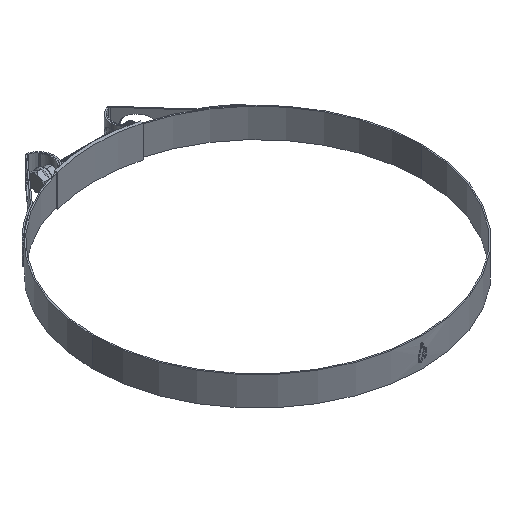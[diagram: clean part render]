
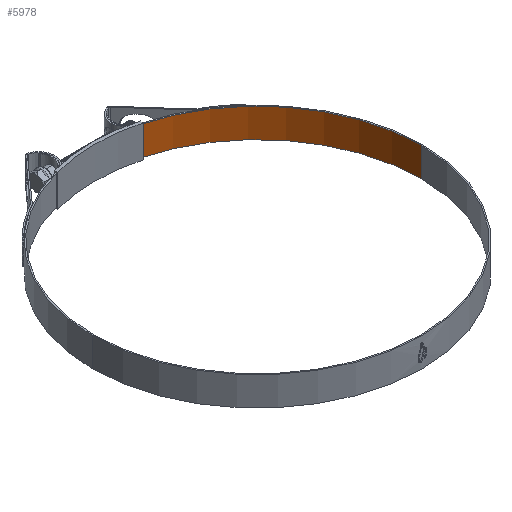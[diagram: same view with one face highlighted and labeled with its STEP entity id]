
A CAD part, isometric view. The second image highlights one B-rep face of the part: STEP entity #5978.
In plain terms, the highlighted cylindrical face has radius 158.5 mm (diameter 317 mm), a partial arc.
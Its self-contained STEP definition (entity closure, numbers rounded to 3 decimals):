
#1784 = EDGE_LOOP ( 'NONE', ( #16804, #35461, #32166, #5934 ) ) ;
#2170 = AXIS2_PLACEMENT_3D ( 'NONE', #38736, #17188, #11253 ) ;
#4166 = DIRECTION ( 'NONE',  ( 0., 0., -1. ) ) ;
#5934 = ORIENTED_EDGE ( 'NONE', *, *, #27717, .T. ) ;
#5978 = ADVANCED_FACE ( 'NONE', ( #38352 ), #26700, .F. ) ;
#7198 = LINE ( 'NONE', #13339, #32205 ) ;
#8047 = EDGE_CURVE ( 'NONE', #22909, #10191, #37039, .T. ) ;
#8323 = EDGE_CURVE ( 'NONE', #22909, #19871, #29130, .T. ) ;
#8616 = AXIS2_PLACEMENT_3D ( 'NONE', #36640, #4166, #16257 ) ;
#10050 = EDGE_CURVE ( 'NONE', #10191, #38466, #7198, .T. ) ;
#10191 = VERTEX_POINT ( 'NONE', #32349 ) ;
#10606 = DIRECTION ( 'NONE',  ( -1., 0., 0. ) ) ;
#11253 = DIRECTION ( 'NONE',  ( -1., 0., 0. ) ) ;
#13339 = CARTESIAN_POINT ( 'NONE',  ( 158.5, 0., 14. ) ) ;
#13746 = CIRCLE ( 'NONE', #33956, 158.5 ) ;
#16257 = DIRECTION ( 'NONE',  ( -1., 0., 0. ) ) ;
#16804 = ORIENTED_EDGE ( 'NONE', *, *, #10050, .F. ) ;
#17188 = DIRECTION ( 'NONE',  ( 0., 0., -1. ) ) ;
#18340 = CARTESIAN_POINT ( 'NONE',  ( 39.1, 153.602, -14. ) ) ;
#19371 = VECTOR ( 'NONE', #28937, 1000. ) ;
#19871 = VERTEX_POINT ( 'NONE', #18340 ) ;
#21404 = CARTESIAN_POINT ( 'NONE',  ( 158.5, 0., -14. ) ) ;
#22909 = VERTEX_POINT ( 'NONE', #27440 ) ;
#23190 = CARTESIAN_POINT ( 'NONE',  ( 39.1, 153.602, 14. ) ) ;
#23278 = DIRECTION ( 'NONE',  ( 0., 0., -1. ) ) ;
#25465 = CARTESIAN_POINT ( 'NONE',  ( 0., 0., -14. ) ) ;
#26700 = CYLINDRICAL_SURFACE ( 'NONE', #2170, 158.5 ) ;
#27440 = CARTESIAN_POINT ( 'NONE',  ( 39.1, 153.602, 14. ) ) ;
#27717 = EDGE_CURVE ( 'NONE', #19871, #38466, #13746, .T. ) ;
#28937 = DIRECTION ( 'NONE',  ( 0., 0., -1. ) ) ;
#29130 = LINE ( 'NONE', #23190, #19371 ) ;
#32166 = ORIENTED_EDGE ( 'NONE', *, *, #8323, .T. ) ;
#32205 = VECTOR ( 'NONE', #37468, 1000. ) ;
#32349 = CARTESIAN_POINT ( 'NONE',  ( 158.5, 0., 14. ) ) ;
#33956 = AXIS2_PLACEMENT_3D ( 'NONE', #25465, #23278, #10606 ) ;
#35461 = ORIENTED_EDGE ( 'NONE', *, *, #8047, .F. ) ;
#36640 = CARTESIAN_POINT ( 'NONE',  ( 0., 0., 14. ) ) ;
#37039 = CIRCLE ( 'NONE', #8616, 158.5 ) ;
#37468 = DIRECTION ( 'NONE',  ( 0., 0., -1. ) ) ;
#38352 = FACE_OUTER_BOUND ( 'NONE', #1784, .T. ) ;
#38466 = VERTEX_POINT ( 'NONE', #21404 ) ;
#38736 = CARTESIAN_POINT ( 'NONE',  ( 0., 0., 14. ) ) ;
